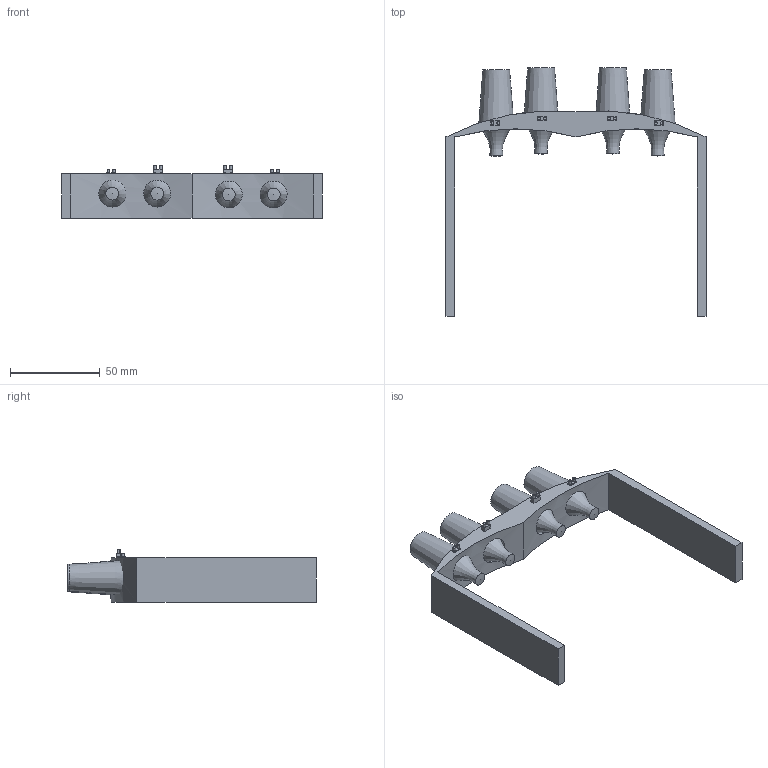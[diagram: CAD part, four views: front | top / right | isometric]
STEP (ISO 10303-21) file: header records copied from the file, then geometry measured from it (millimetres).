
FILE_DESCRIPTION(/* description */ (''),/* implementation_level */ '2;1');
FILE_NAME(/* name */ '5fbbd9500c1d971275b1f9b9',/* time_stamp */ '2020-11-23T15:46:25+00:00',/* author */ (''),/* organization */ (''),/* preprocessor_version */ 'ST-DEVELOPER v16.7',/* originating_system */ $,/* authorisation */ $);
FILE_SCHEMA (('AUTOMOTIVE_DESIGN {1 0 10303 214 3 1 1}'));
Length unit declared in the file: metre
Products named in the file (10): Assembly 1; Part 1; Assembly 2 <3>; Part 3; Part 5; Assembly 2 <2>; Assembly 2 <1>; Assembly 2 <4>
Assembly tree (21 placements, depth 3):
  Assembly 1
    Part 1
    Part 1  x4
    Assembly 2 <3>
      Part 3
      Part 1
      Part 5
    Assembly 2 <2>
      Part 3
      Part 5
      Part 1
    Assembly 2 <1>
      Part 1
      Part 3
      Part 5
    Assembly 2 <4>
      Part 5
      Part 3
      Part 1
Bounding box: 145 x 138.61 x 29.5 mm (x, y, z)
Volume: 82696.8 mm3; surface area: 32537.9 mm2
Topology: 17 solids, 17 shells, 116 faces, 222 edges, 144 vertices
Faces by surface type: plane 76, cylinder 24, cone 12, bspline 4
Full cylindrical faces by diameter (mm): 1.5 x16, 15 x4
Entity records: 2087 total; most frequent: CARTESIAN_POINT 579, DIRECTION 274, ORIENTED_EDGE 218, EDGE_CURVE 109, AXIS2_PLACEMENT_3D 96, LINE 82, VECTOR 82, FACE_BOUND 82
